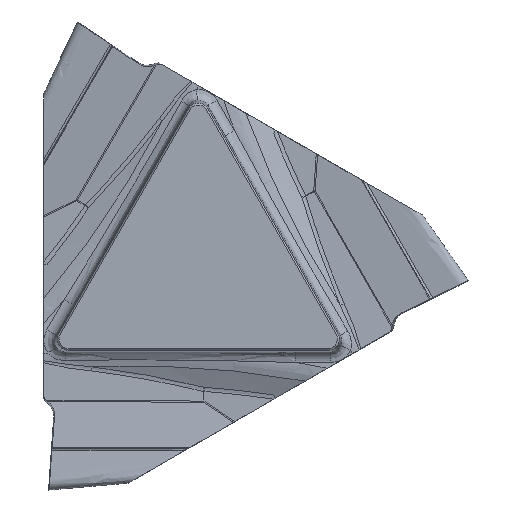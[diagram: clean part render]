
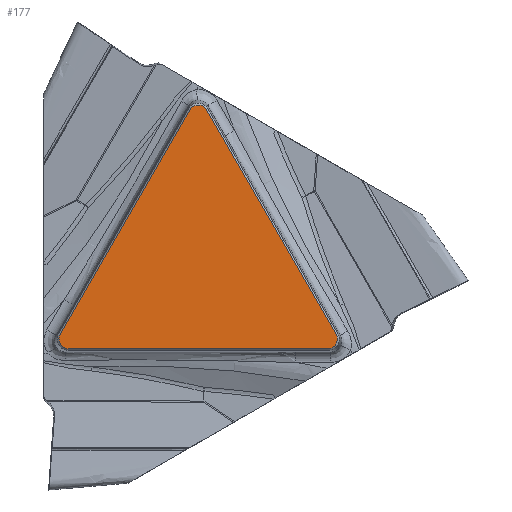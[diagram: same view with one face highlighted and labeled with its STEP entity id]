
A CAD part, left-side view. The second image highlights one B-rep face of the part: STEP entity #177.
In plain terms, the highlighted planar face has unit normal (-1, 0, 0).
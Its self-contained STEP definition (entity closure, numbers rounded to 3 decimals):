
#177=ADVANCED_FACE('',(#309),#272,.T.);
#272=PLANE('',#1695);
#309=FACE_OUTER_BOUND('',#405,.T.);
#405=EDGE_LOOP('',(#738,#739,#740,#741,#742,#743));
#524=LINE('',#2513,#616);
#525=LINE('',#2520,#617);
#526=LINE('',#2527,#618);
#616=VECTOR('',#1896,1.);
#617=VECTOR('',#1897,1.);
#618=VECTOR('',#1898,1.);
#738=ORIENTED_EDGE('',*,*,#1378,.T.);
#739=ORIENTED_EDGE('',*,*,#1379,.T.);
#740=ORIENTED_EDGE('',*,*,#1380,.T.);
#741=ORIENTED_EDGE('',*,*,#1381,.T.);
#742=ORIENTED_EDGE('',*,*,#1382,.T.);
#743=ORIENTED_EDGE('',*,*,#1383,.T.);
#1222=VERTEX_POINT('',#2511);
#1223=VERTEX_POINT('',#2512);
#1224=VERTEX_POINT('',#2514);
#1225=VERTEX_POINT('',#2519);
#1226=VERTEX_POINT('',#2521);
#1227=VERTEX_POINT('',#2526);
#1378=EDGE_CURVE('',#1222,#1223,#1591,.T.);
#1379=EDGE_CURVE('',#1223,#1224,#524,.T.);
#1380=EDGE_CURVE('',#1224,#1225,#1592,.T.);
#1381=EDGE_CURVE('',#1225,#1226,#525,.T.);
#1382=EDGE_CURVE('',#1226,#1227,#1593,.T.);
#1383=EDGE_CURVE('',#1227,#1222,#526,.T.);
#1591=B_SPLINE_CURVE_WITH_KNOTS('',3,(#2507,#2508,#2509,#2510),
 .UNSPECIFIED.,.F.,.F.,(4,4),(0.,1.),.UNSPECIFIED.);
#1592=B_SPLINE_CURVE_WITH_KNOTS('',3,(#2515,#2516,#2517,#2518),
 .UNSPECIFIED.,.F.,.F.,(4,4),(0.,1.),.UNSPECIFIED.);
#1593=B_SPLINE_CURVE_WITH_KNOTS('',3,(#2522,#2523,#2524,#2525),
 .UNSPECIFIED.,.F.,.F.,(4,4),(0.,1.),.UNSPECIFIED.);
#1695=AXIS2_PLACEMENT_3D('',#2528,#1899,#1900);
#1896=DIRECTION('',(0.,0.5,0.866));
#1897=DIRECTION('',(0.,0.5,-0.866));
#1898=DIRECTION('',(0.,-1.,0.));
#1899=DIRECTION('',(-1.,0.,0.));
#1900=DIRECTION('',(0.,0.,-1.));
#2507=CARTESIAN_POINT('',(-3.5,-5.976,-3.876));
#2508=CARTESIAN_POINT('',(-3.5,-6.286,-3.877));
#2509=CARTESIAN_POINT('',(-3.5,-6.485,-3.479));
#2510=CARTESIAN_POINT('',(-3.5,-6.345,-3.237));
#2511=CARTESIAN_POINT('',(-3.5,-5.976,-3.876));
#2512=CARTESIAN_POINT('',(-3.5,-6.345,-3.237));
#2513=CARTESIAN_POINT('',(-3.5,-6.343,-3.234));
#2514=CARTESIAN_POINT('',(-3.5,-0.369,7.114));
#2515=CARTESIAN_POINT('',(-3.5,-0.369,7.114));
#2516=CARTESIAN_POINT('',(-3.5,-0.214,7.382));
#2517=CARTESIAN_POINT('',(-3.5,0.23,7.356));
#2518=CARTESIAN_POINT('',(-3.5,0.369,7.114));
#2519=CARTESIAN_POINT('',(-3.5,0.369,7.114));
#2520=CARTESIAN_POINT('',(-3.5,0.371,7.11));
#2521=CARTESIAN_POINT('',(-3.5,6.345,-3.237));
#2522=CARTESIAN_POINT('',(-3.5,6.345,-3.237));
#2523=CARTESIAN_POINT('',(-3.5,6.5,-3.506));
#2524=CARTESIAN_POINT('',(-3.5,6.255,-3.877));
#2525=CARTESIAN_POINT('',(-3.5,5.976,-3.876));
#2526=CARTESIAN_POINT('',(-3.5,5.976,-3.876));
#2527=CARTESIAN_POINT('',(-3.5,5.972,-3.876));
#2528=CARTESIAN_POINT('',(-3.5,0.,0.));
